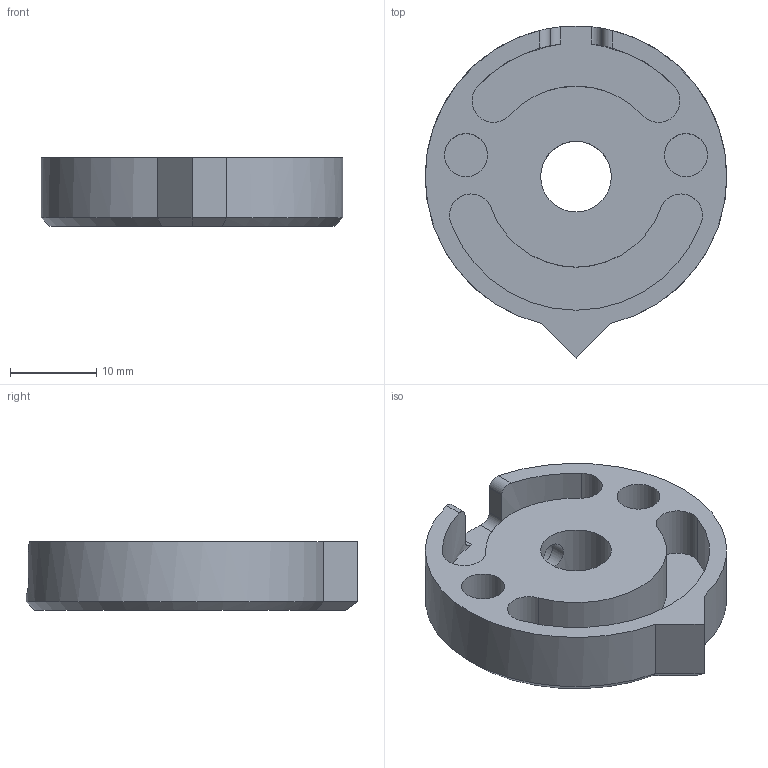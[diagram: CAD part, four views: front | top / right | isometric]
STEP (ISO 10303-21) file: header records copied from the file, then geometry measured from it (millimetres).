
FILE_DESCRIPTION(('FreeCAD Model'),'2;1');
FILE_NAME('Open CASCADE Shape Model','2025-06-02T05:09:44',('FreeCAD'),( 'FreeCAD'),'Open CASCADE STEP processor 7.7','FreeCAD','Unknown');
FILE_SCHEMA(('AUTOMOTIVE_DESIGN { 1 0 10303 214 1 1 1 1 }'));
Length unit declared in the file: millimetre
Products named in the file (1): Open CASCADE STEP translator 7.7 1
Bounding box: 35 x 38.54 x 8 mm (x, y, z)
Volume: 5086.1 mm3; surface area: 3904.3 mm2
Topology: 1 solids, 1 shells, 34 faces, 83 edges, 55 vertices
Faces by surface type: cylinder 19, plane 13, cone 2
Full cylindrical faces by diameter (mm): 3.4 x1, 4.4 x1, 5 x2, 8.2 x1
Entity records: 1371 total; most frequent: CARTESIAN_POINT 536, DIRECTION 176, ORIENTED_EDGE 166, EDGE_CURVE 83, AXIS2_PLACEMENT_3D 70, VERTEX_POINT 55, FACE_BOUND 42, EDGE_LOOP 42
